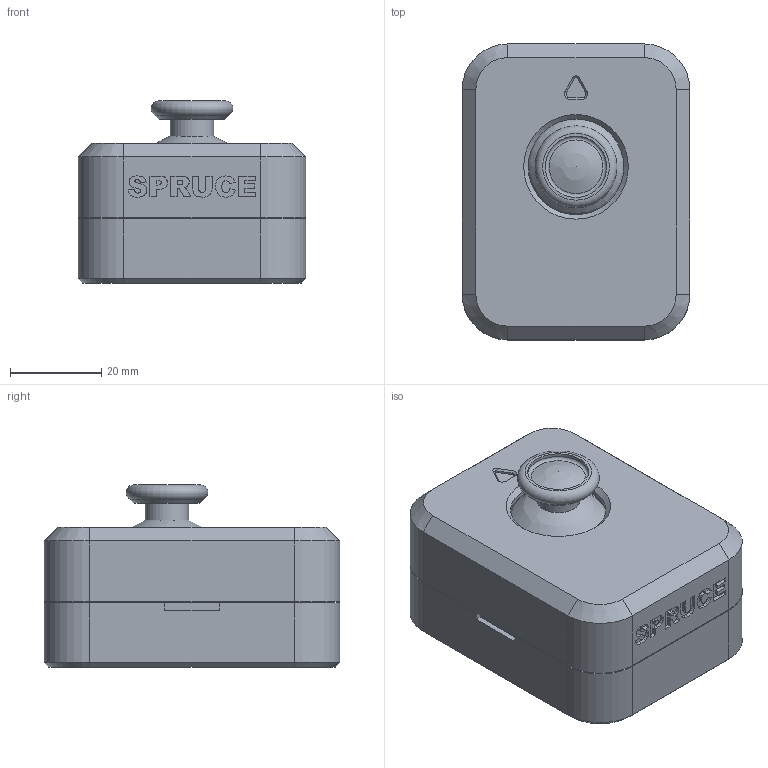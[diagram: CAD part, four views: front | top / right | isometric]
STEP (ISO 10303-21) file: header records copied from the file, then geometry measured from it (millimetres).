
FILE_DESCRIPTION(/* description */ (''),/* implementation_level */ '2;1');
FILE_NAME(/* name */ 'Spruce Mini Joystick v13.step',/* time_stamp */ '2023-09-28T15:52:26-06:00',/* author */ (''),/* organization */ (''),/* preprocessor_version */ 'ST-DEVELOPER v20',/* originating_system */ 'Autodesk Translation Framework v12.14.0.127',/* authorisation */ '');
FILE_SCHEMA (('AUTOMOTIVE_DESIGN { 1 0 10303 214 3 1 1 }'));
Length unit declared in the file: millimetre
Products named in the file (7): Spruce Mini Joystick; Spruce_Bottom; Spruce_Top; PS2 Thumbstick; Adafruit 512 Analog 2-axis Joystick v1; Cover; Male Header Right Angle 5 Pin
Assembly tree (6 placements, depth 3):
  Spruce Mini Joystick
    Spruce_Bottom
    Spruce_Top
    PS2 Thumbstick
      Adafruit 512 Analog 2-axis Joystick v1
      Cover
      Male Header Right Angle 5 Pin
Bounding box: 50 x 65 x 39.99 mm (x, y, z)
Volume: 33634.2 mm3; surface area: 33557.5 mm2
Topology: 13 solids, 13 shells, 970 faces, 2465 edges, 1560 vertices
Faces by surface type: plane 518, cylinder 229, bspline 123, torus 66, cone 25, sphere 9
Full cylindrical faces by diameter (mm): 1 x5, 2.68 x8, 3.2 x4, 3.5 x4, 4 x1, 4.5 x2, 6 x1, 9.5 x1, 10 x1, 11.5 x1, 21 x1
Entity records: 30934 total; most frequent: CARTESIAN_POINT 7671, ORIENTED_EDGE 4928, DIRECTION 4517, EDGE_CURVE 2464, LINE 1609, VECTOR 1609, VERTEX_POINT 1560, AXIS2_PLACEMENT_3D 1454
